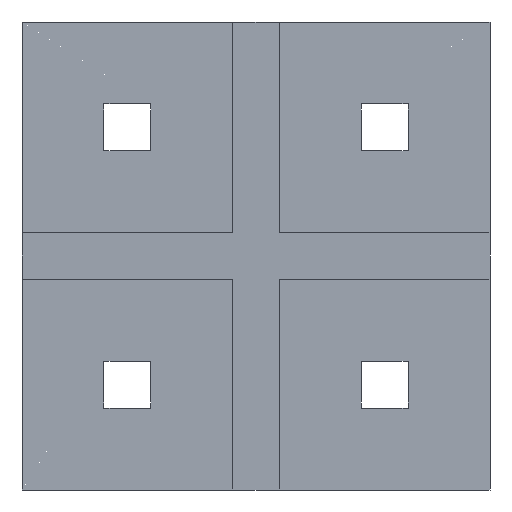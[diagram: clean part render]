
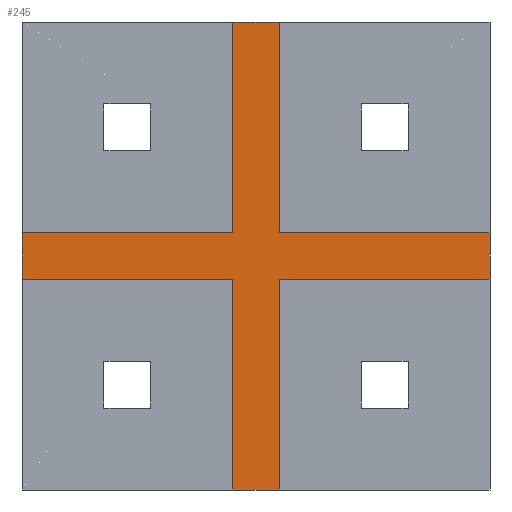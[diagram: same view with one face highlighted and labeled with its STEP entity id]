
A CAD part, left-side view. The second image highlights one B-rep face of the part: STEP entity #245.
In plain terms, the highlighted planar face has unit normal (-1, 0, 0).
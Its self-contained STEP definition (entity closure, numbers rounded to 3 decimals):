
#76=CARTESIAN_POINT('Line Origine',(-50.,-27.5,-5.)) ;
#80=CARTESIAN_POINT('Vertex',(-50.,-50.,-5.)) ;
#82=CARTESIAN_POINT('Vertex',(-50.,-5.,-5.)) ;
#151=CARTESIAN_POINT('Axis2P3D Location',(-50.,0.,0.)) ;
#156=CARTESIAN_POINT('Line Origine',(-50.,-5.,-27.5)) ;
#160=CARTESIAN_POINT('Vertex',(-50.,-5.,-50.)) ;
#163=CARTESIAN_POINT('Line Origine',(-50.,-50.,0.)) ;
#167=CARTESIAN_POINT('Vertex',(-50.,-50.,5.)) ;
#170=CARTESIAN_POINT('Line Origine',(-50.,-27.5,5.)) ;
#174=CARTESIAN_POINT('Vertex',(-50.,-5.,5.)) ;
#177=CARTESIAN_POINT('Line Origine',(-50.,-5.,27.5)) ;
#181=CARTESIAN_POINT('Vertex',(-50.,-5.,50.)) ;
#184=CARTESIAN_POINT('Line Origine',(-50.,0.,50.)) ;
#188=CARTESIAN_POINT('Vertex',(-50.,5.,50.)) ;
#191=CARTESIAN_POINT('Line Origine',(-50.,5.,27.5)) ;
#195=CARTESIAN_POINT('Vertex',(-50.,5.,5.)) ;
#198=CARTESIAN_POINT('Line Origine',(-50.,27.5,5.)) ;
#202=CARTESIAN_POINT('Vertex',(-50.,50.,5.)) ;
#205=CARTESIAN_POINT('Line Origine',(-50.,50.,0.)) ;
#209=CARTESIAN_POINT('Vertex',(-50.,50.,-5.)) ;
#212=CARTESIAN_POINT('Line Origine',(-50.,27.5,-5.)) ;
#216=CARTESIAN_POINT('Vertex',(-50.,5.,-5.)) ;
#219=CARTESIAN_POINT('Line Origine',(-50.,5.,-27.5)) ;
#223=CARTESIAN_POINT('Vertex',(-50.,5.,-50.)) ;
#226=CARTESIAN_POINT('Line Origine',(-50.,0.,-50.)) ;
#78=VECTOR('Line Direction',#77,1.) ;
#158=VECTOR('Line Direction',#157,1.) ;
#165=VECTOR('Line Direction',#164,1.) ;
#172=VECTOR('Line Direction',#171,1.) ;
#179=VECTOR('Line Direction',#178,1.) ;
#186=VECTOR('Line Direction',#185,1.) ;
#193=VECTOR('Line Direction',#192,1.) ;
#200=VECTOR('Line Direction',#199,1.) ;
#207=VECTOR('Line Direction',#206,1.) ;
#214=VECTOR('Line Direction',#213,1.) ;
#221=VECTOR('Line Direction',#220,1.) ;
#228=VECTOR('Line Direction',#227,1.) ;
#77=DIRECTION('Vector Direction',(0.,1.,0.)) ;
#152=DIRECTION('Axis2P3D Direction',(1.,0.,0.)) ;
#153=DIRECTION('Axis2P3D XDirection',(0.,1.,0.)) ;
#157=DIRECTION('Vector Direction',(0.,0.,1.)) ;
#164=DIRECTION('Vector Direction',(0.,0.,-1.)) ;
#171=DIRECTION('Vector Direction',(0.,1.,0.)) ;
#178=DIRECTION('Vector Direction',(0.,0.,1.)) ;
#185=DIRECTION('Vector Direction',(0.,1.,0.)) ;
#192=DIRECTION('Vector Direction',(0.,0.,1.)) ;
#199=DIRECTION('Vector Direction',(0.,1.,0.)) ;
#206=DIRECTION('Vector Direction',(0.,0.,1.)) ;
#213=DIRECTION('Vector Direction',(0.,1.,0.)) ;
#220=DIRECTION('Vector Direction',(0.,0.,1.)) ;
#227=DIRECTION('Vector Direction',(0.,-1.,0.)) ;
#154=AXIS2_PLACEMENT_3D('Plane Axis2P3D',#151,#152,#153) ;
#79=LINE('Line',#76,#78) ;
#159=LINE('Line',#156,#158) ;
#166=LINE('Line',#163,#165) ;
#173=LINE('Line',#170,#172) ;
#180=LINE('Line',#177,#179) ;
#187=LINE('Line',#184,#186) ;
#194=LINE('Line',#191,#193) ;
#201=LINE('Line',#198,#200) ;
#208=LINE('Line',#205,#207) ;
#215=LINE('Line',#212,#214) ;
#222=LINE('Line',#219,#221) ;
#229=LINE('Line',#226,#228) ;
#155=PLANE('',#154) ;
#84=EDGE_CURVE('',#81,#83,#79,.T.) ;
#162=EDGE_CURVE('',#161,#83,#159,.T.) ;
#169=EDGE_CURVE('',#168,#81,#166,.T.) ;
#176=EDGE_CURVE('',#168,#175,#173,.T.) ;
#183=EDGE_CURVE('',#175,#182,#180,.T.) ;
#190=EDGE_CURVE('',#189,#182,#187,.F.) ;
#197=EDGE_CURVE('',#196,#189,#194,.T.) ;
#204=EDGE_CURVE('',#196,#203,#201,.T.) ;
#211=EDGE_CURVE('',#210,#203,#208,.T.) ;
#218=EDGE_CURVE('',#217,#210,#215,.T.) ;
#225=EDGE_CURVE('',#224,#217,#222,.T.) ;
#230=EDGE_CURVE('',#161,#224,#229,.F.) ;
#232=ORIENTED_EDGE('',*,*,#162,.T.) ;
#233=ORIENTED_EDGE('',*,*,#84,.F.) ;
#234=ORIENTED_EDGE('',*,*,#169,.F.) ;
#235=ORIENTED_EDGE('',*,*,#176,.T.) ;
#236=ORIENTED_EDGE('',*,*,#183,.T.) ;
#237=ORIENTED_EDGE('',*,*,#190,.F.) ;
#238=ORIENTED_EDGE('',*,*,#197,.F.) ;
#239=ORIENTED_EDGE('',*,*,#204,.T.) ;
#240=ORIENTED_EDGE('',*,*,#211,.F.) ;
#241=ORIENTED_EDGE('',*,*,#218,.F.) ;
#242=ORIENTED_EDGE('',*,*,#225,.F.) ;
#243=ORIENTED_EDGE('',*,*,#230,.F.) ;
#231=EDGE_LOOP('',(#232,#233,#234,#235,#236,#237,#238,#239,#240,#241,#242,#243)) ;
#81=VERTEX_POINT('',#80) ;
#83=VERTEX_POINT('',#82) ;
#161=VERTEX_POINT('',#160) ;
#168=VERTEX_POINT('',#167) ;
#175=VERTEX_POINT('',#174) ;
#182=VERTEX_POINT('',#181) ;
#189=VERTEX_POINT('',#188) ;
#196=VERTEX_POINT('',#195) ;
#203=VERTEX_POINT('',#202) ;
#210=VERTEX_POINT('',#209) ;
#217=VERTEX_POINT('',#216) ;
#224=VERTEX_POINT('',#223) ;
#245=ADVANCED_FACE('Corps principal',(#244),#155,.F.) ;
#244=FACE_OUTER_BOUND('',#231,.T.) ;
